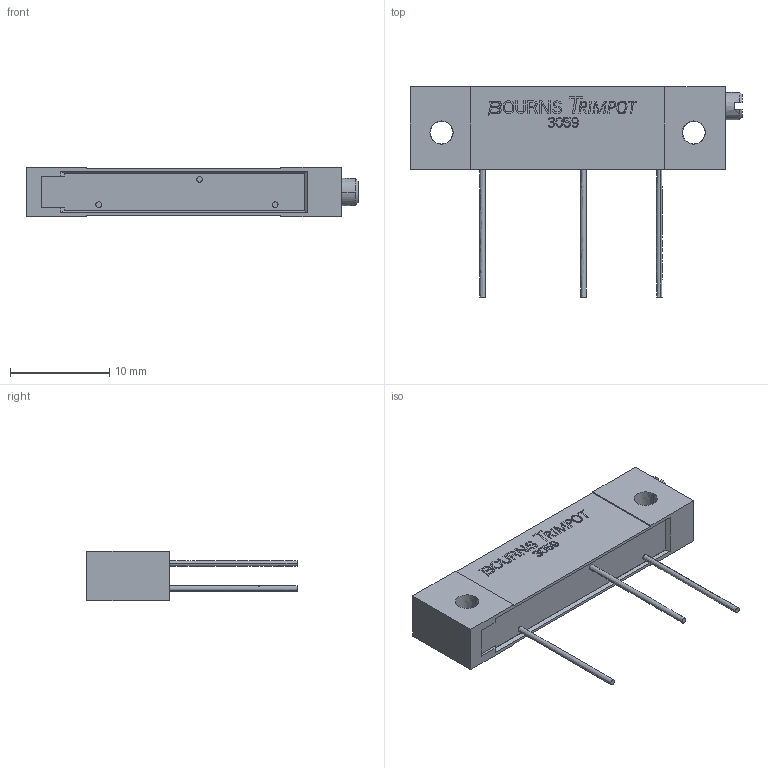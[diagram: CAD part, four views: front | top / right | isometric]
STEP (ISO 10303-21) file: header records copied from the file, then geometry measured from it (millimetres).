
FILE_DESCRIPTION((''),'2;1');
FILE_NAME('3059Y_ASM','2012-02-13T',('minhn'),('Bourns, Inc.'),'PRO/ENGINEER BY PARAMETRIC TECHNOLOGY CORPORATION, 2001200','PRO/ENGINEER BY PARAMETRIC TECHNOLOGY CORPORATION, 2001200','');
FILE_SCHEMA(('AUTOMOTIVE_DESIGN_CC2 { 1 2 10303 214 -1 1 5 2 }'));
Length unit declared in the file: inch
Products named in the file (2): M3059_COVER1; 3059Y_ASM
Assembly tree (1 placements, depth 2):
  3059Y_ASM
    M3059_COVER1
Bounding box: 33.43 x 21.16 x 4.95 mm (x, y, z)
Volume: 1116.1 mm3; surface area: 1377.4 mm2
Topology: 1 solids, 3 shells, 666 faces, 1876 edges, 1248 vertices
Faces by surface type: bspline 666
Entity records: 29357 total; most frequent: CARTESIAN_POINT 8429, ORIENTED_EDGE 3752, PRESENTATION_STYLE_ASSIGNMENT 1894, STYLED_ITEM 1877, CURVE_STYLE 1876, EDGE_CURVE 1876, DIRECTION 1826, VECTOR 1664
